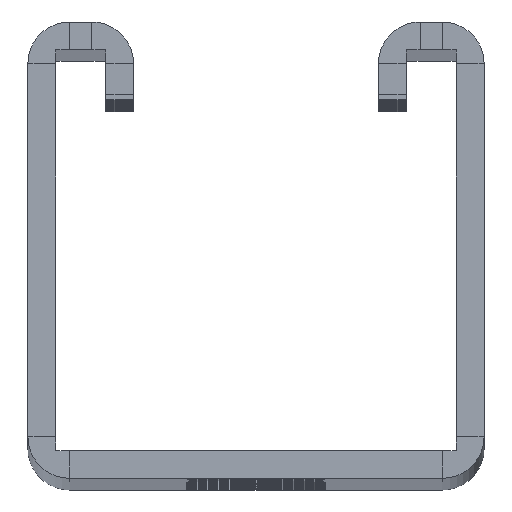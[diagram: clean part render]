
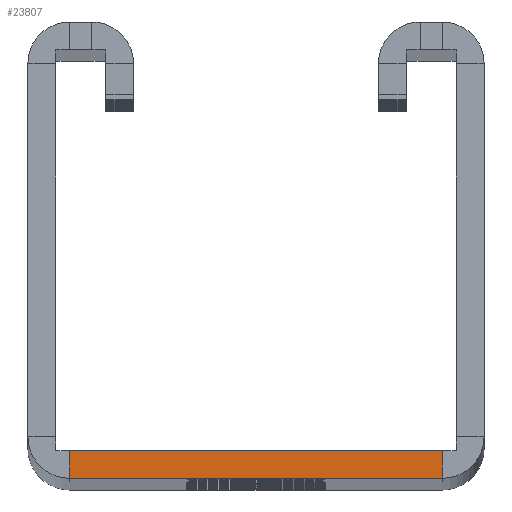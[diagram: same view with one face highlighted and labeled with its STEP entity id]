
A CAD part, top view. The second image highlights one B-rep face of the part: STEP entity #23807.
In plain terms, the highlighted planar face has unit normal (0, 0, 1).
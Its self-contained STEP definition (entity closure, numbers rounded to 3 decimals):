
#855 = AXIS2_PLACEMENT_3D ( 'NONE', #36116, #18693, #7153 ) ;
#2520 = ORIENTED_EDGE ( 'NONE', *, *, #34631, .T. ) ;
#3150 = ORIENTED_EDGE ( 'NONE', *, *, #7167, .F. ) ;
#7153 = DIRECTION ( 'NONE',  ( 1., 0., 0. ) ) ;
#7167 = EDGE_CURVE ( 'NONE', #16803, #18035, #31169, .T. ) ;
#8140 = VERTEX_POINT ( 'NONE', #10868 ) ;
#8478 = CARTESIAN_POINT ( 'NONE',  ( 0., 2.5, 0. ) ) ;
#10040 = VERTEX_POINT ( 'NONE', #23177 ) ;
#10868 = CARTESIAN_POINT ( 'NONE',  ( 16.75, 2.5, 0. ) ) ;
#10986 = ORIENTED_EDGE ( 'NONE', *, *, #35308, .F. ) ;
#15132 = FACE_OUTER_BOUND ( 'NONE', #22793, .T. ) ;
#16095 = VECTOR ( 'NONE', #18924, 1000. ) ;
#16803 = VERTEX_POINT ( 'NONE', #31118 ) ;
#17296 = DIRECTION ( 'NONE',  ( 0., -1., 0. ) ) ;
#17388 = LINE ( 'NONE', #26274, #32942 ) ;
#18035 = VERTEX_POINT ( 'NONE', #26148 ) ;
#18693 = DIRECTION ( 'NONE',  ( 0., 0., 1. ) ) ;
#18924 = DIRECTION ( 'NONE',  ( -1., 0., 0. ) ) ;
#22414 = LINE ( 'NONE', #8478, #26040 ) ;
#22793 = EDGE_LOOP ( 'NONE', ( #36810, #2520, #3150, #10986 ) ) ;
#23177 = CARTESIAN_POINT ( 'NONE',  ( -16.75, 2.5, 0. ) ) ;
#23807 = ADVANCED_FACE ( 'NONE', ( #15132 ), #36242, .T. ) ;
#25968 = CARTESIAN_POINT ( 'NONE',  ( 16.75, 2.5, 0. ) ) ;
#26040 = VECTOR ( 'NONE', #31409, 1000. ) ;
#26148 = CARTESIAN_POINT ( 'NONE',  ( -16.75, 0., 0. ) ) ;
#26274 = CARTESIAN_POINT ( 'NONE',  ( -16.75, 2.5, 0. ) ) ;
#27839 = LINE ( 'NONE', #25968, #33801 ) ;
#28734 = DIRECTION ( 'NONE',  ( 0., -1., 0. ) ) ;
#31118 = CARTESIAN_POINT ( 'NONE',  ( 16.75, 0., 0. ) ) ;
#31169 = LINE ( 'NONE', #36344, #16095 ) ;
#31409 = DIRECTION ( 'NONE',  ( -1., 0., 0. ) ) ;
#31420 = EDGE_CURVE ( 'NONE', #8140, #10040, #22414, .T. ) ;
#32942 = VECTOR ( 'NONE', #28734, 1000. ) ;
#33801 = VECTOR ( 'NONE', #17296, 1000. ) ;
#34631 = EDGE_CURVE ( 'NONE', #10040, #18035, #17388, .T. ) ;
#35308 = EDGE_CURVE ( 'NONE', #8140, #16803, #27839, .T. ) ;
#36116 = CARTESIAN_POINT ( 'NONE',  ( -14.75, 37.25, 0. ) ) ;
#36242 = PLANE ( 'NONE',  #855 ) ;
#36344 = CARTESIAN_POINT ( 'NONE',  ( 0., 0., 0. ) ) ;
#36810 = ORIENTED_EDGE ( 'NONE', *, *, #31420, .T. ) ;
